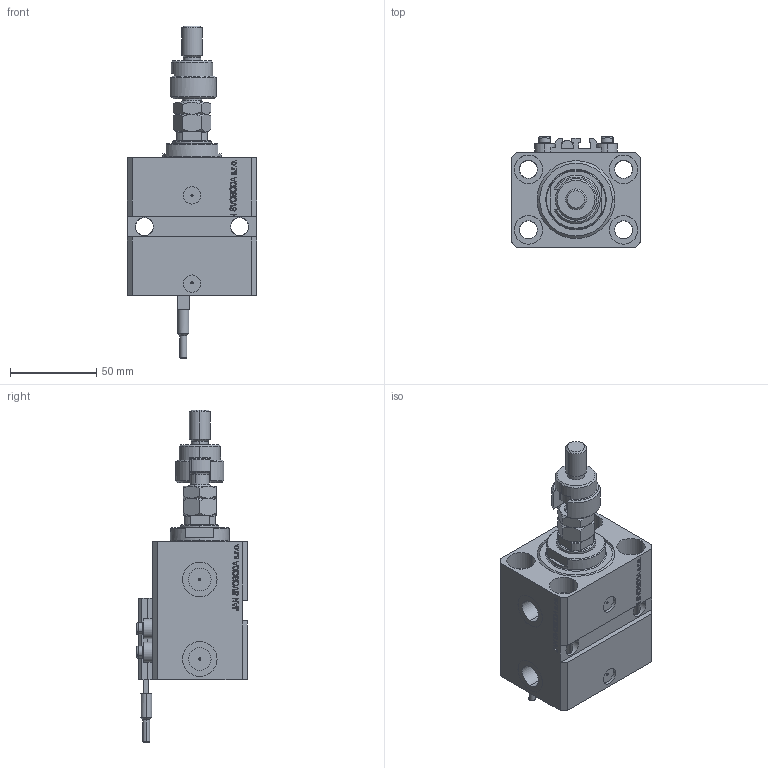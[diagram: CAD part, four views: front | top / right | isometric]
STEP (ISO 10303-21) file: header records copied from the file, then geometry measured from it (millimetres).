
FILE_DESCRIPTION (( 'STEP AP203' ), '1' );
FILE_NAME ('0b48.STEP', '2023-10-07T15:20:34', ( '' ), ( '' ), 'SwSTEP 2.0', 'SolidWorks 2019', '' );
FILE_SCHEMA (( 'CONFIG_CONTROL_DESIGN' ));
Length unit declared in the file: millimetre
Products named in the file (9): SWITCH_V250CE 8e46ba00664cf6810b5701aa81e32ec1; MFA 8e46ba00664cf6810b5701aa81e32ec1; 0b48; DFA 8e46ba00664cf6810b5701aa81e32ec1; ALLEN BOLT V250CE 8e46ba00664cf6810b5701aa81e32ec1; V250CE_E_Body 8e46ba00664cf6810b5701aa81e32ec1; V250CE_C_VCP 8e46ba00664cf6810b5701aa81e32ec1; V250CE_VC_E 8e46ba00664cf6810b5701aa81e32ec1; FEMALE_PART_FOR_DFA 8e46ba00664cf6810b5701aa81e32ec1
Assembly tree (11 placements, depth 3):
  0b48
    V250CE_E_Body 8e46ba00664cf6810b5701aa81e32ec1
    ALLEN BOLT V250CE 8e46ba00664cf6810b5701aa81e32ec1  x4
    V250CE_C_VCP 8e46ba00664cf6810b5701aa81e32ec1
    V250CE_VC_E 8e46ba00664cf6810b5701aa81e32ec1
    DFA 8e46ba00664cf6810b5701aa81e32ec1
      FEMALE_PART_FOR_DFA 8e46ba00664cf6810b5701aa81e32ec1
      MFA 8e46ba00664cf6810b5701aa81e32ec1
    SWITCH_V250CE 8e46ba00664cf6810b5701aa81e32ec1
Bounding box: 75 x 64 x 192 mm (x, y, z)
Volume: 303560.8 mm3; surface area: 82959.7 mm2
Topology: 11 solids, 11 shells, 1175 faces, 2898 edges, 1861 vertices
Faces by surface type: plane 558, bspline 354, cylinder 145, cone 98, torus 20
Entity records: 50418 total; most frequent: CARTESIAN_POINT 25522, ORIENTED_EDGE 5486, DIRECTION 3781, EDGE_CURVE 2743, VERTEX_POINT 1777, LINE 1609, VECTOR 1609, EDGE_LOOP 1234
